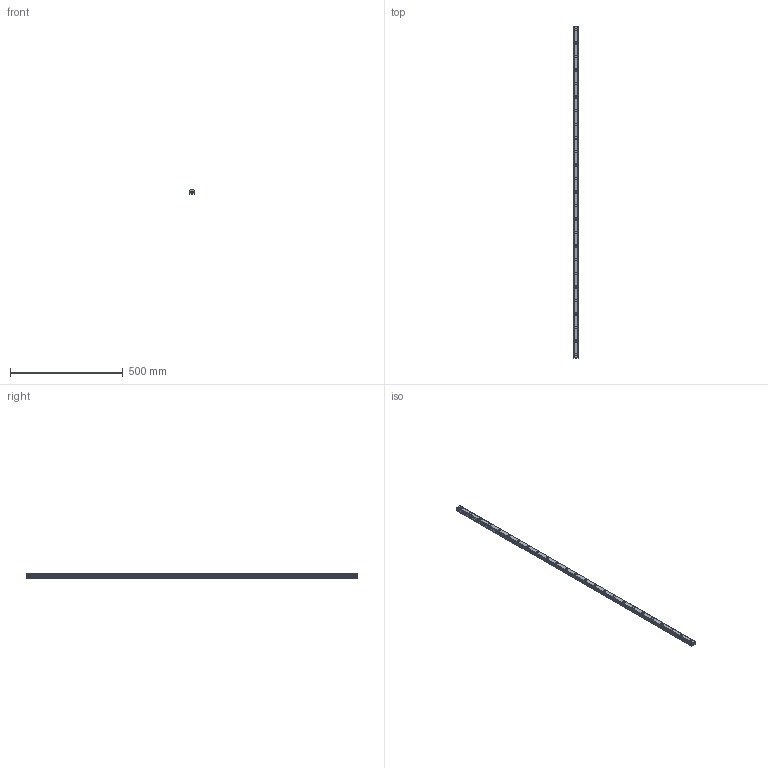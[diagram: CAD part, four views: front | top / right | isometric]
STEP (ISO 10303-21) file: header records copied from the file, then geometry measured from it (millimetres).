
FILE_DESCRIPTION(('STEP AP214'),'1');
FILE_NAME('cctmp_D627BD07-2390-4DC0-AB23-0C59D8E46F9E_2021_02_09_15_04_47_0867..stp','2021-02-09T14:04:48',('HIWIN GmbH'),('CADClick - www.CADClick.com'),'Spatial InterOp 3D',' ','unknown authorization');
FILE_SCHEMA(('AUTOMOTIVE_DESIGN'));
Length unit declared in the file: millimetre
Products named in the file (1): EGR25R1470C_FILE
Bounding box: 23 x 1470 x 18 mm (x, y, z)
Volume: 505041.3 mm3; surface area: 137254 mm2
Topology: 1 solids, 1 shells, 405 faces, 1047 edges, 698 vertices
Faces by surface type: plane 235, cylinder 170
Entity records: 15885 total; most frequent: DIRECTION 2399, CARTESIAN_POINT 2151, ORIENTED_EDGE 2094, EDGE_CURVE 1047, AXIS2_PLACEMENT_3D 946, VERTEX_POINT 698, LINE 507, VECTOR 507
